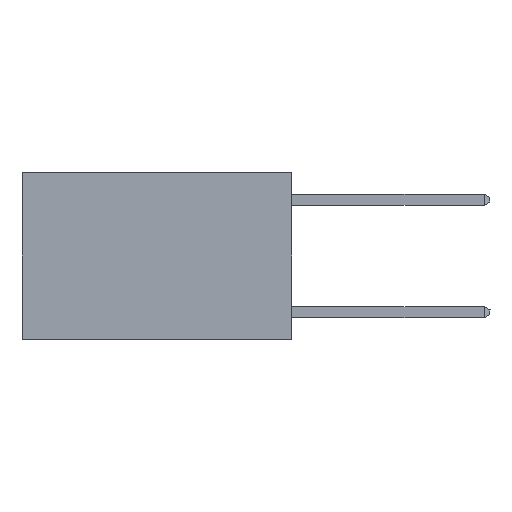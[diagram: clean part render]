
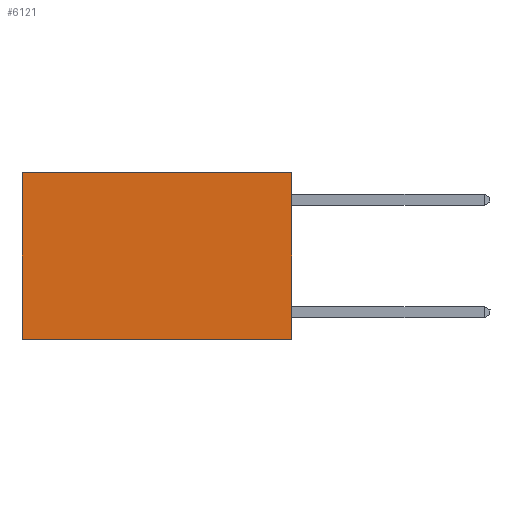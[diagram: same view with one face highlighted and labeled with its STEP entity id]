
A CAD part, left-side view. The second image highlights one B-rep face of the part: STEP entity #6121.
In plain terms, the highlighted planar face has unit normal (-1, 0, 0).
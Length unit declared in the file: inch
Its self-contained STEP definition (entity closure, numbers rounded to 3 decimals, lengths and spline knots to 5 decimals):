
#444 = LINE ( 'NONE', #9014, #10936 ) ;
#1545 = DIRECTION ( 'NONE',  ( 0., 0., -1. ) ) ;
#1930 = LINE ( 'NONE', #22193, #6827 ) ;
#2479 = CARTESIAN_POINT ( 'NONE',  ( 0.2625, 0.6, -0.37 ) ) ;
#3419 = CARTESIAN_POINT ( 'NONE',  ( 0.2625, 0., 0. ) ) ;
#4162 = VECTOR ( 'NONE', #9669, 39.37008 ) ;
#4557 = EDGE_CURVE ( 'NONE', #14286, #12379, #1930, .T. ) ;
#5081 = ORIENTED_EDGE ( 'NONE', *, *, #23854, .F. ) ;
#5614 = ORIENTED_EDGE ( 'NONE', *, *, #4557, .T. ) ;
#6067 = VERTEX_POINT ( 'NONE', #10352 ) ;
#6121 = ADVANCED_FACE ( 'NONE', ( #18745 ), #22813, .F. ) ;
#6827 = VECTOR ( 'NONE', #1545, 39.37008 ) ;
#8405 = CARTESIAN_POINT ( 'NONE',  ( 0.2625, 0., 0. ) ) ;
#8437 = EDGE_CURVE ( 'NONE', #6067, #12379, #444, .T. ) ;
#9014 = CARTESIAN_POINT ( 'NONE',  ( 0.2625, 0., -0.37 ) ) ;
#9669 = DIRECTION ( 'NONE',  ( 0., 0., -1. ) ) ;
#10352 = CARTESIAN_POINT ( 'NONE',  ( 0.2625, 0., -0.37 ) ) ;
#10488 = EDGE_LOOP ( 'NONE', ( #5614, #15369, #5081, #24326 ) ) ;
#10936 = VECTOR ( 'NONE', #11082, 39.37008 ) ;
#11082 = DIRECTION ( 'NONE',  ( 0., 1., 0. ) ) ;
#12379 = VERTEX_POINT ( 'NONE', #2479 ) ;
#12559 = DIRECTION ( 'NONE',  ( 0., 0., -1. ) ) ;
#12588 = VECTOR ( 'NONE', #22988, 39.37008 ) ;
#14286 = VERTEX_POINT ( 'NONE', #17944 ) ;
#15369 = ORIENTED_EDGE ( 'NONE', *, *, #8437, .F. ) ;
#17470 = AXIS2_PLACEMENT_3D ( 'NONE', #8405, #24812, #12559 ) ;
#17944 = CARTESIAN_POINT ( 'NONE',  ( 0.2625, 0.6, 0. ) ) ;
#18206 = EDGE_CURVE ( 'NONE', #19995, #14286, #23531, .T. ) ;
#18745 = FACE_OUTER_BOUND ( 'NONE', #10488, .T. ) ;
#19995 = VERTEX_POINT ( 'NONE', #24134 ) ;
#20674 = LINE ( 'NONE', #3419, #4162 ) ;
#22193 = CARTESIAN_POINT ( 'NONE',  ( 0.2625, 0.6, 0. ) ) ;
#22813 = PLANE ( 'NONE',  #17470 ) ;
#22988 = DIRECTION ( 'NONE',  ( 0., 1., 0. ) ) ;
#23531 = LINE ( 'NONE', #24975, #12588 ) ;
#23854 = EDGE_CURVE ( 'NONE', #19995, #6067, #20674, .T. ) ;
#24134 = CARTESIAN_POINT ( 'NONE',  ( 0.2625, 0., 0. ) ) ;
#24326 = ORIENTED_EDGE ( 'NONE', *, *, #18206, .T. ) ;
#24812 = DIRECTION ( 'NONE',  ( 1., 0., 0. ) ) ;
#24975 = CARTESIAN_POINT ( 'NONE',  ( 0.2625, 0., 0. ) ) ;
